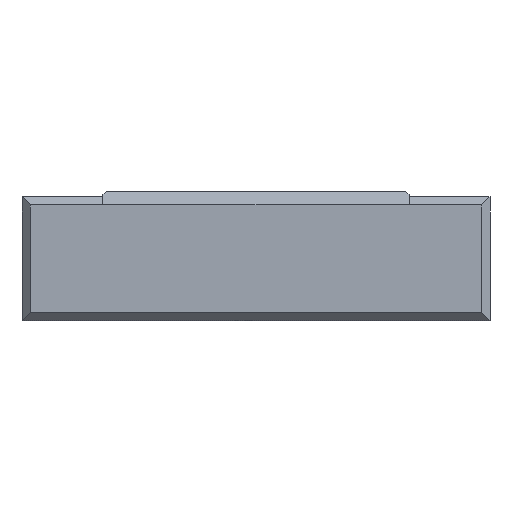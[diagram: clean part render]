
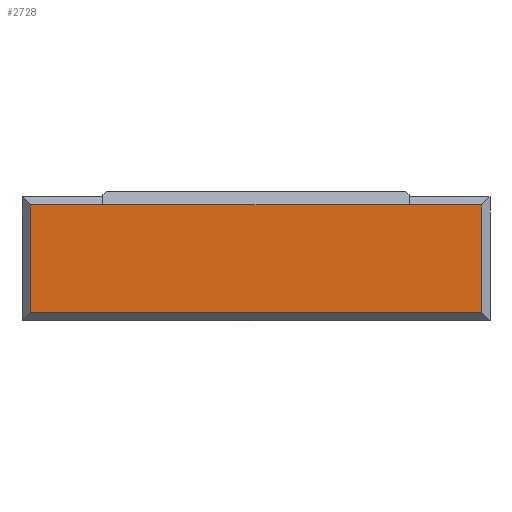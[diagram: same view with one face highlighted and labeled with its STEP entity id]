
A CAD part, front view. The second image highlights one B-rep face of the part: STEP entity #2728.
In plain terms, the highlighted planar face has unit normal (0, -1, 0).
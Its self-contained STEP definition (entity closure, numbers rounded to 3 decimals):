
#734 = PLANE('',#735);
#735 = AXIS2_PLACEMENT_3D('',#736,#737,#738);
#736 = CARTESIAN_POINT('',(14.45,-9.75,7.4));
#737 = DIRECTION('',(0.,0.707,-0.707));
#738 = DIRECTION('',(1.,0.,0.));
#762 = PLANE('',#763);
#763 = AXIS2_PLACEMENT_3D('',#764,#765,#766);
#764 = CARTESIAN_POINT('',(9.45,-10.,8.));
#765 = DIRECTION('',(1.,0.,0.));
#766 = DIRECTION('',(0.,1.,0.));
#818 = PLANE('',#819);
#819 = AXIS2_PLACEMENT_3D('',#820,#821,#822);
#820 = CARTESIAN_POINT('',(-9.45,-5.,8.));
#821 = DIRECTION('',(-1.,0.,0.));
#822 = DIRECTION('',(0.,-1.,0.));
#846 = PLANE('',#847);
#847 = AXIS2_PLACEMENT_3D('',#848,#849,#850);
#848 = CARTESIAN_POINT('',(-9.45,-9.75,7.4));
#849 = DIRECTION('',(0.,0.707,-0.707));
#850 = DIRECTION('',(1.,0.,0.));
#1313 = PLANE('',#1314);
#1314 = AXIS2_PLACEMENT_3D('',#1315,#1316,#1317);
#1315 = CARTESIAN_POINT('',(-14.2,-9.75,0.));
#1316 = DIRECTION('',(-0.707,-0.707,0.));
#1317 = DIRECTION('',(-0.,-0.,-1.));
#1604 = VERTEX_POINT('',#1605);
#1605 = CARTESIAN_POINT('',(-9.45,-10.,7.15));
#1628 = VERTEX_POINT('',#1629);
#1629 = CARTESIAN_POINT('',(-13.95,-10.,7.15));
#1650 = EDGE_CURVE('',#1604,#1628,#1651,.T.);
#1651 = SURFACE_CURVE('',#1652,(#1656,#1663),.PCURVE_S1.);
#1652 = LINE('',#1653,#1654);
#1653 = CARTESIAN_POINT('',(-9.45,-10.,7.15));
#1654 = VECTOR('',#1655,1.);
#1655 = DIRECTION('',(-1.,0.,0.));
#1656 = PCURVE('',#846,#1657);
#1657 = DEFINITIONAL_REPRESENTATION('',(#1658),#1662);
#1658 = LINE('',#1659,#1660);
#1659 = CARTESIAN_POINT('',(0.,0.354));
#1660 = VECTOR('',#1661,1.);
#1661 = DIRECTION('',(-1.,0.));
#1662 = ( GEOMETRIC_REPRESENTATION_CONTEXT(2) 
PARAMETRIC_REPRESENTATION_CONTEXT() REPRESENTATION_CONTEXT('2D SPACE',''
  ) );
#1663 = PCURVE('',#1664,#1669);
#1664 = PLANE('',#1665);
#1665 = AXIS2_PLACEMENT_3D('',#1666,#1667,#1668);
#1666 = CARTESIAN_POINT('',(14.45,-10.,0.));
#1667 = DIRECTION('',(0.,-1.,0.));
#1668 = DIRECTION('',(-1.,0.,0.));
#1669 = DEFINITIONAL_REPRESENTATION('',(#1670),#1674);
#1670 = LINE('',#1671,#1672);
#1671 = CARTESIAN_POINT('',(23.9,-7.15));
#1672 = VECTOR('',#1673,1.);
#1673 = DIRECTION('',(1.,0.));
#1674 = ( GEOMETRIC_REPRESENTATION_CONTEXT(2) 
PARAMETRIC_REPRESENTATION_CONTEXT() REPRESENTATION_CONTEXT('2D SPACE',''
  ) );
#1680 = VERTEX_POINT('',#1681);
#1681 = CARTESIAN_POINT('',(-9.45,-10.,7.151));
#1697 = PLANE('',#1698);
#1698 = AXIS2_PLACEMENT_3D('',#1699,#1700,#1701);
#1699 = CARTESIAN_POINT('',(9.45,-9.576,7.576));
#1700 = DIRECTION('',(0.,0.707,-0.707));
#1701 = DIRECTION('',(-1.,0.,0.));
#1760 = EDGE_CURVE('',#1680,#1604,#1761,.T.);
#1761 = SURFACE_CURVE('',#1762,(#1766,#1773),.PCURVE_S1.);
#1762 = LINE('',#1763,#1764);
#1763 = CARTESIAN_POINT('',(-9.45,-10.,4.));
#1764 = VECTOR('',#1765,1.);
#1765 = DIRECTION('',(-0.,-0.,-1.));
#1766 = PCURVE('',#818,#1767);
#1767 = DEFINITIONAL_REPRESENTATION('',(#1768),#1772);
#1768 = LINE('',#1769,#1770);
#1769 = CARTESIAN_POINT('',(5.,-4.));
#1770 = VECTOR('',#1771,1.);
#1771 = DIRECTION('',(0.,-1.));
#1772 = ( GEOMETRIC_REPRESENTATION_CONTEXT(2) 
PARAMETRIC_REPRESENTATION_CONTEXT() REPRESENTATION_CONTEXT('2D SPACE',''
  ) );
#1773 = PCURVE('',#1664,#1774);
#1774 = DEFINITIONAL_REPRESENTATION('',(#1775),#1779);
#1775 = LINE('',#1776,#1777);
#1776 = CARTESIAN_POINT('',(23.9,-4.));
#1777 = VECTOR('',#1778,1.);
#1778 = DIRECTION('',(0.,1.));
#1779 = ( GEOMETRIC_REPRESENTATION_CONTEXT(2) 
PARAMETRIC_REPRESENTATION_CONTEXT() REPRESENTATION_CONTEXT('2D SPACE',''
  ) );
#1825 = PLANE('',#1826);
#1826 = AXIS2_PLACEMENT_3D('',#1827,#1828,#1829);
#1827 = CARTESIAN_POINT('',(14.2,-9.75,0.));
#1828 = DIRECTION('',(0.707,-0.707,0.));
#1829 = DIRECTION('',(0.,0.,1.));
#2123 = VERTEX_POINT('',#2124);
#2124 = CARTESIAN_POINT('',(13.95,-10.,7.15));
#2147 = VERTEX_POINT('',#2148);
#2148 = CARTESIAN_POINT('',(9.45,-10.,7.15));
#2169 = EDGE_CURVE('',#2123,#2147,#2170,.T.);
#2170 = SURFACE_CURVE('',#2171,(#2175,#2182),.PCURVE_S1.);
#2171 = LINE('',#2172,#2173);
#2172 = CARTESIAN_POINT('',(14.45,-10.,7.15));
#2173 = VECTOR('',#2174,1.);
#2174 = DIRECTION('',(-1.,0.,0.));
#2175 = PCURVE('',#734,#2176);
#2176 = DEFINITIONAL_REPRESENTATION('',(#2177),#2181);
#2177 = LINE('',#2178,#2179);
#2178 = CARTESIAN_POINT('',(0.,0.354));
#2179 = VECTOR('',#2180,1.);
#2180 = DIRECTION('',(-1.,0.));
#2181 = ( GEOMETRIC_REPRESENTATION_CONTEXT(2) 
PARAMETRIC_REPRESENTATION_CONTEXT() REPRESENTATION_CONTEXT('2D SPACE',''
  ) );
#2182 = PCURVE('',#1664,#2183);
#2183 = DEFINITIONAL_REPRESENTATION('',(#2184),#2188);
#2184 = LINE('',#2185,#2186);
#2185 = CARTESIAN_POINT('',(0.,-7.15));
#2186 = VECTOR('',#2187,1.);
#2187 = DIRECTION('',(1.,0.));
#2188 = ( GEOMETRIC_REPRESENTATION_CONTEXT(2) 
PARAMETRIC_REPRESENTATION_CONTEXT() REPRESENTATION_CONTEXT('2D SPACE',''
  ) );
#2194 = VERTEX_POINT('',#2195);
#2195 = CARTESIAN_POINT('',(9.45,-10.,7.151));
#2218 = EDGE_CURVE('',#2194,#2147,#2219,.T.);
#2219 = SURFACE_CURVE('',#2220,(#2224,#2231),.PCURVE_S1.);
#2220 = LINE('',#2221,#2222);
#2221 = CARTESIAN_POINT('',(9.45,-10.,4.));
#2222 = VECTOR('',#2223,1.);
#2223 = DIRECTION('',(0.,0.,-1.));
#2224 = PCURVE('',#762,#2225);
#2225 = DEFINITIONAL_REPRESENTATION('',(#2226),#2230);
#2226 = LINE('',#2227,#2228);
#2227 = CARTESIAN_POINT('',(0.,-4.));
#2228 = VECTOR('',#2229,1.);
#2229 = DIRECTION('',(0.,-1.));
#2230 = ( GEOMETRIC_REPRESENTATION_CONTEXT(2) 
PARAMETRIC_REPRESENTATION_CONTEXT() REPRESENTATION_CONTEXT('2D SPACE',''
  ) );
#2231 = PCURVE('',#1664,#2232);
#2232 = DEFINITIONAL_REPRESENTATION('',(#2233),#2237);
#2233 = LINE('',#2234,#2235);
#2234 = CARTESIAN_POINT('',(5.,-4.));
#2235 = VECTOR('',#2236,1.);
#2236 = DIRECTION('',(0.,1.));
#2237 = ( GEOMETRIC_REPRESENTATION_CONTEXT(2) 
PARAMETRIC_REPRESENTATION_CONTEXT() REPRESENTATION_CONTEXT('2D SPACE',''
  ) );
#2445 = PLANE('',#2446);
#2446 = AXIS2_PLACEMENT_3D('',#2447,#2448,#2449);
#2447 = CARTESIAN_POINT('',(14.45,-9.75,0.25));
#2448 = DIRECTION('',(0.,-0.707,-0.707));
#2449 = DIRECTION('',(1.,0.,0.));
#2461 = VERTEX_POINT('',#2462);
#2462 = CARTESIAN_POINT('',(-13.95,-10.,0.5));
#2485 = EDGE_CURVE('',#2461,#1628,#2486,.T.);
#2486 = SURFACE_CURVE('',#2487,(#2491,#2498),.PCURVE_S1.);
#2487 = LINE('',#2488,#2489);
#2488 = CARTESIAN_POINT('',(-13.95,-10.,0.));
#2489 = VECTOR('',#2490,1.);
#2490 = DIRECTION('',(0.,0.,1.));
#2491 = PCURVE('',#1313,#2492);
#2492 = DEFINITIONAL_REPRESENTATION('',(#2493),#2497);
#2493 = LINE('',#2494,#2495);
#2494 = CARTESIAN_POINT('',(-0.,0.354));
#2495 = VECTOR('',#2496,1.);
#2496 = DIRECTION('',(-1.,0.));
#2497 = ( GEOMETRIC_REPRESENTATION_CONTEXT(2) 
PARAMETRIC_REPRESENTATION_CONTEXT() REPRESENTATION_CONTEXT('2D SPACE',''
  ) );
#2498 = PCURVE('',#1664,#2499);
#2499 = DEFINITIONAL_REPRESENTATION('',(#2500),#2504);
#2500 = LINE('',#2501,#2502);
#2501 = CARTESIAN_POINT('',(28.4,0.));
#2502 = VECTOR('',#2503,1.);
#2503 = DIRECTION('',(0.,-1.));
#2504 = ( GEOMETRIC_REPRESENTATION_CONTEXT(2) 
PARAMETRIC_REPRESENTATION_CONTEXT() REPRESENTATION_CONTEXT('2D SPACE',''
  ) );
#2728 = ADVANCED_FACE('',(#2729),#1664,.T.);
#2729 = FACE_BOUND('',#2730,.T.);
#2730 = EDGE_LOOP('',(#2731,#2732,#2733,#2734,#2757,#2778,#2779,#2780));
#2731 = ORIENTED_EDGE('',*,*,#1760,.T.);
#2732 = ORIENTED_EDGE('',*,*,#1650,.T.);
#2733 = ORIENTED_EDGE('',*,*,#2485,.F.);
#2734 = ORIENTED_EDGE('',*,*,#2735,.F.);
#2735 = EDGE_CURVE('',#2736,#2461,#2738,.T.);
#2736 = VERTEX_POINT('',#2737);
#2737 = CARTESIAN_POINT('',(13.95,-10.,0.5));
#2738 = SURFACE_CURVE('',#2739,(#2743,#2750),.PCURVE_S1.);
#2739 = LINE('',#2740,#2741);
#2740 = CARTESIAN_POINT('',(14.45,-10.,0.5));
#2741 = VECTOR('',#2742,1.);
#2742 = DIRECTION('',(-1.,0.,0.));
#2743 = PCURVE('',#1664,#2744);
#2744 = DEFINITIONAL_REPRESENTATION('',(#2745),#2749);
#2745 = LINE('',#2746,#2747);
#2746 = CARTESIAN_POINT('',(0.,-0.5));
#2747 = VECTOR('',#2748,1.);
#2748 = DIRECTION('',(1.,0.));
#2749 = ( GEOMETRIC_REPRESENTATION_CONTEXT(2) 
PARAMETRIC_REPRESENTATION_CONTEXT() REPRESENTATION_CONTEXT('2D SPACE',''
  ) );
#2750 = PCURVE('',#2445,#2751);
#2751 = DEFINITIONAL_REPRESENTATION('',(#2752),#2756);
#2752 = LINE('',#2753,#2754);
#2753 = CARTESIAN_POINT('',(-0.,0.354));
#2754 = VECTOR('',#2755,1.);
#2755 = DIRECTION('',(-1.,0.));
#2756 = ( GEOMETRIC_REPRESENTATION_CONTEXT(2) 
PARAMETRIC_REPRESENTATION_CONTEXT() REPRESENTATION_CONTEXT('2D SPACE',''
  ) );
#2757 = ORIENTED_EDGE('',*,*,#2758,.T.);
#2758 = EDGE_CURVE('',#2736,#2123,#2759,.T.);
#2759 = SURFACE_CURVE('',#2760,(#2764,#2771),.PCURVE_S1.);
#2760 = LINE('',#2761,#2762);
#2761 = CARTESIAN_POINT('',(13.95,-10.,0.));
#2762 = VECTOR('',#2763,1.);
#2763 = DIRECTION('',(0.,0.,1.));
#2764 = PCURVE('',#1664,#2765);
#2765 = DEFINITIONAL_REPRESENTATION('',(#2766),#2770);
#2766 = LINE('',#2767,#2768);
#2767 = CARTESIAN_POINT('',(0.5,0.));
#2768 = VECTOR('',#2769,1.);
#2769 = DIRECTION('',(0.,-1.));
#2770 = ( GEOMETRIC_REPRESENTATION_CONTEXT(2) 
PARAMETRIC_REPRESENTATION_CONTEXT() REPRESENTATION_CONTEXT('2D SPACE',''
  ) );
#2771 = PCURVE('',#1825,#2772);
#2772 = DEFINITIONAL_REPRESENTATION('',(#2773),#2777);
#2773 = LINE('',#2774,#2775);
#2774 = CARTESIAN_POINT('',(0.,0.354));
#2775 = VECTOR('',#2776,1.);
#2776 = DIRECTION('',(1.,0.));
#2777 = ( GEOMETRIC_REPRESENTATION_CONTEXT(2) 
PARAMETRIC_REPRESENTATION_CONTEXT() REPRESENTATION_CONTEXT('2D SPACE',''
  ) );
#2778 = ORIENTED_EDGE('',*,*,#2169,.T.);
#2779 = ORIENTED_EDGE('',*,*,#2218,.F.);
#2780 = ORIENTED_EDGE('',*,*,#2781,.T.);
#2781 = EDGE_CURVE('',#2194,#1680,#2782,.T.);
#2782 = SURFACE_CURVE('',#2783,(#2787,#2794),.PCURVE_S1.);
#2783 = LINE('',#2784,#2785);
#2784 = CARTESIAN_POINT('',(9.45,-10.,7.151));
#2785 = VECTOR('',#2786,1.);
#2786 = DIRECTION('',(-1.,0.,0.));
#2787 = PCURVE('',#1664,#2788);
#2788 = DEFINITIONAL_REPRESENTATION('',(#2789),#2793);
#2789 = LINE('',#2790,#2791);
#2790 = CARTESIAN_POINT('',(5.,-7.151));
#2791 = VECTOR('',#2792,1.);
#2792 = DIRECTION('',(1.,0.));
#2793 = ( GEOMETRIC_REPRESENTATION_CONTEXT(2) 
PARAMETRIC_REPRESENTATION_CONTEXT() REPRESENTATION_CONTEXT('2D SPACE',''
  ) );
#2794 = PCURVE('',#1697,#2795);
#2795 = DEFINITIONAL_REPRESENTATION('',(#2796),#2800);
#2796 = LINE('',#2797,#2798);
#2797 = CARTESIAN_POINT('',(-0.,-0.6));
#2798 = VECTOR('',#2799,1.);
#2799 = DIRECTION('',(1.,0.));
#2800 = ( GEOMETRIC_REPRESENTATION_CONTEXT(2) 
PARAMETRIC_REPRESENTATION_CONTEXT() REPRESENTATION_CONTEXT('2D SPACE',''
  ) );
